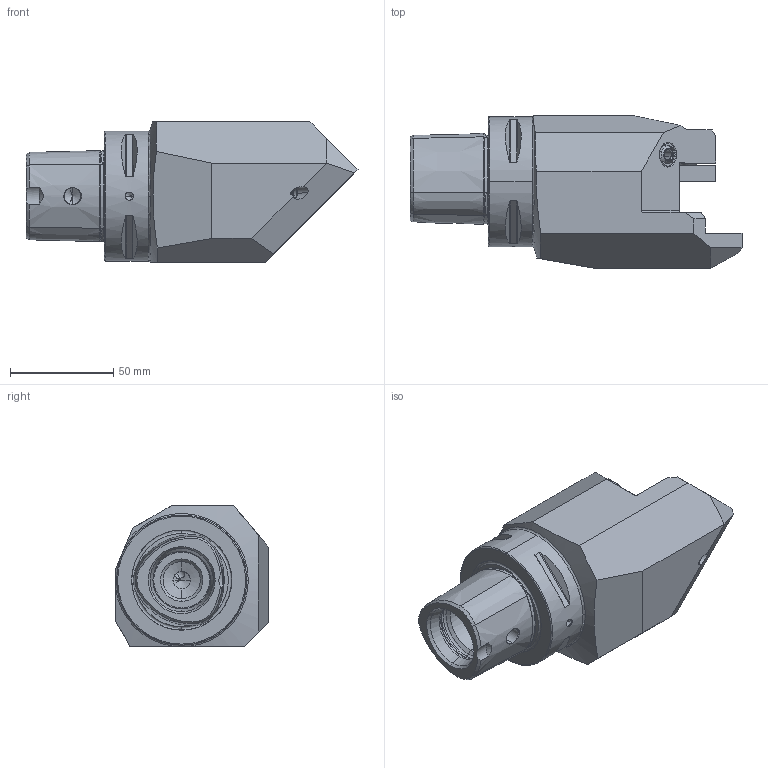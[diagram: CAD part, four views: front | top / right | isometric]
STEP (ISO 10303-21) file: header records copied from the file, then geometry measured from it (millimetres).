
FILE_DESCRIPTION (( 'STEP AP214' ), '1' );
FILE_NAME ('PS6-V2X.R12.110-ECO.STEP', '2017-04-18T07:41:56', ( 'SWIAdmin' ), ( 'Hewlett-Packard Company' ), 'SwSTEP 2.0', 'SolidWorks 2015', '' );
FILE_SCHEMA (( 'AUTOMOTIVE_DESIGN' ));
Length unit declared in the file: millimetre
Products named in the file (11): PS6-V2X.R12.110-ECO; V2X-ER1.025.061_A; ISO 4762 - M6 x 16_PreviewCfg; 8x1x13_vorgespannt; KVT_MB_600_060; KU1-U12.002.010; DIN 3771 - 8x1.5; KU1-U12.002.010_A; KU1-U12.003.010_A; ISO 4026 - M12 x 16; PS6-V2X.R12.110-ECO_A
Assembly tree (11 placements, depth 3):
  PS6-V2X.R12.110-ECO
    PS6-V2X.R12.110-ECO_A
    ISO 4026 - M12 x 16  x2
    KU1-U12.002.010
      KU1-U12.003.010_A
      KU1-U12.002.010_A
      DIN 3771 - 8x1.5
    KVT_MB_600_060
    8x1x13_vorgespannt
    ISO 4762 - M6 x 16_PreviewCfg
    V2X-ER1.025.061_A
Bounding box: 160.73 x 74 x 68 mm (x, y, z)
Volume: 371679 mm3; surface area: 54911.4 mm2
Topology: 12 solids, 12 shells, 760 faces, 1947 edges, 1241 vertices
Faces by surface type: plane 339, bspline 168, cone 122, cylinder 87, torus 38, sphere 6
Entity records: 38590 total; most frequent: CARTESIAN_POINT 20885, ORIENTED_EDGE 3778, DIRECTION 2945, EDGE_CURVE 1889, VERTEX_POINT 1215, VECTOR 1079, LINE 1079, AXIS2_PLACEMENT_3D 933
